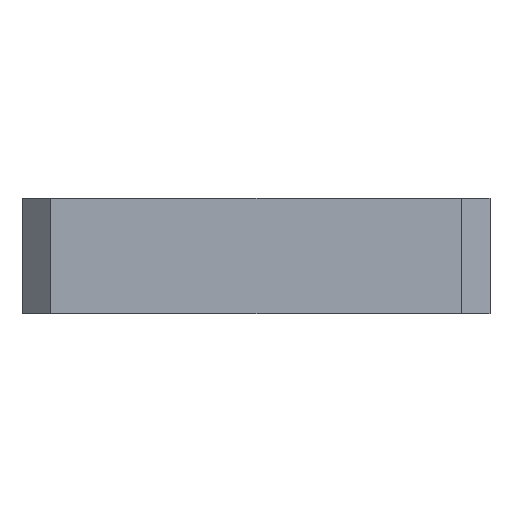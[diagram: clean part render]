
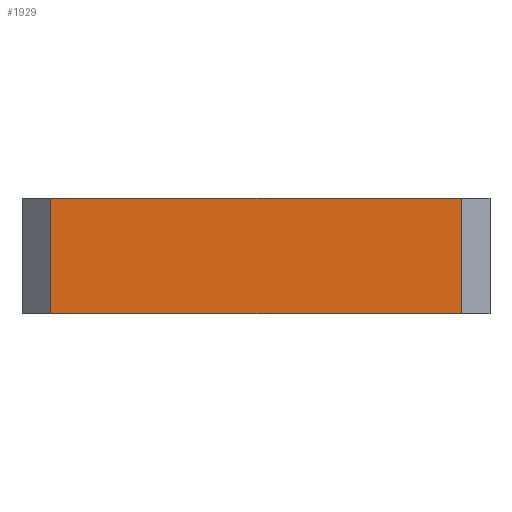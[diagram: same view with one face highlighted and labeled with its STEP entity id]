
A CAD part, left-side view. The second image highlights one B-rep face of the part: STEP entity #1929.
In plain terms, the highlighted planar face has unit normal (-1, 0, 0).
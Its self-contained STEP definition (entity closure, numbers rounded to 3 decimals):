
#93 = ORIENTED_EDGE ( 'NONE', *, *, #1389, .T. ) ;
#138 = DIRECTION ( 'NONE',  ( 0., 0., -1. ) ) ;
#195 = VECTOR ( 'NONE', #138, 1000. ) ;
#248 = EDGE_CURVE ( 'NONE', #713, #767, #908, .T. ) ;
#459 = EDGE_LOOP ( 'NONE', ( #2448, #93, #1363, #2363 ) ) ;
#514 = LINE ( 'NONE', #1705, #1126 ) ;
#544 = DIRECTION ( 'NONE',  ( 0., -1., 0. ) ) ;
#713 = VERTEX_POINT ( 'NONE', #2415 ) ;
#734 = DIRECTION ( 'NONE',  ( 0., -1., 0. ) ) ;
#767 = VERTEX_POINT ( 'NONE', #2488 ) ;
#908 = LINE ( 'NONE', #1167, #2290 ) ;
#985 = VERTEX_POINT ( 'NONE', #1888 ) ;
#988 = LINE ( 'NONE', #1372, #1768 ) ;
#1126 = VECTOR ( 'NONE', #1696, 1000. ) ;
#1130 = VERTEX_POINT ( 'NONE', #1747 ) ;
#1167 = CARTESIAN_POINT ( 'NONE',  ( -20.3, 20.3, 5. ) ) ;
#1190 = EDGE_CURVE ( 'NONE', #985, #1130, #988, .T. ) ;
#1192 = FACE_OUTER_BOUND ( 'NONE', #459, .T. ) ;
#1246 = AXIS2_PLACEMENT_3D ( 'NONE', #1366, #1988, #2191 ) ;
#1363 = ORIENTED_EDGE ( 'NONE', *, *, #248, .F. ) ;
#1364 = LINE ( 'NONE', #1541, #195 ) ;
#1366 = CARTESIAN_POINT ( 'NONE',  ( -20.3, 20.3, 5. ) ) ;
#1372 = CARTESIAN_POINT ( 'NONE',  ( -20.3, 20.3, -5. ) ) ;
#1389 = EDGE_CURVE ( 'NONE', #1130, #767, #514, .T. ) ;
#1541 = CARTESIAN_POINT ( 'NONE',  ( -20.3, 17.8, 5. ) ) ;
#1696 = DIRECTION ( 'NONE',  ( 0., 0., 1. ) ) ;
#1705 = CARTESIAN_POINT ( 'NONE',  ( -20.3, -17.8, 5. ) ) ;
#1747 = CARTESIAN_POINT ( 'NONE',  ( -20.3, -17.8, -5. ) ) ;
#1768 = VECTOR ( 'NONE', #544, 1000. ) ;
#1888 = CARTESIAN_POINT ( 'NONE',  ( -20.3, 17.8, -5. ) ) ;
#1929 = ADVANCED_FACE ( 'NONE', ( #1192 ), #2591, .F. ) ;
#1988 = DIRECTION ( 'NONE',  ( 1., 0., 0. ) ) ;
#2191 = DIRECTION ( 'NONE',  ( 0., 1., 0. ) ) ;
#2290 = VECTOR ( 'NONE', #734, 1000. ) ;
#2363 = ORIENTED_EDGE ( 'NONE', *, *, #2417, .T. ) ;
#2415 = CARTESIAN_POINT ( 'NONE',  ( -20.3, 17.8, 5. ) ) ;
#2417 = EDGE_CURVE ( 'NONE', #713, #985, #1364, .T. ) ;
#2448 = ORIENTED_EDGE ( 'NONE', *, *, #1190, .T. ) ;
#2488 = CARTESIAN_POINT ( 'NONE',  ( -20.3, -17.8, 5. ) ) ;
#2591 = PLANE ( 'NONE',  #1246 ) ;
